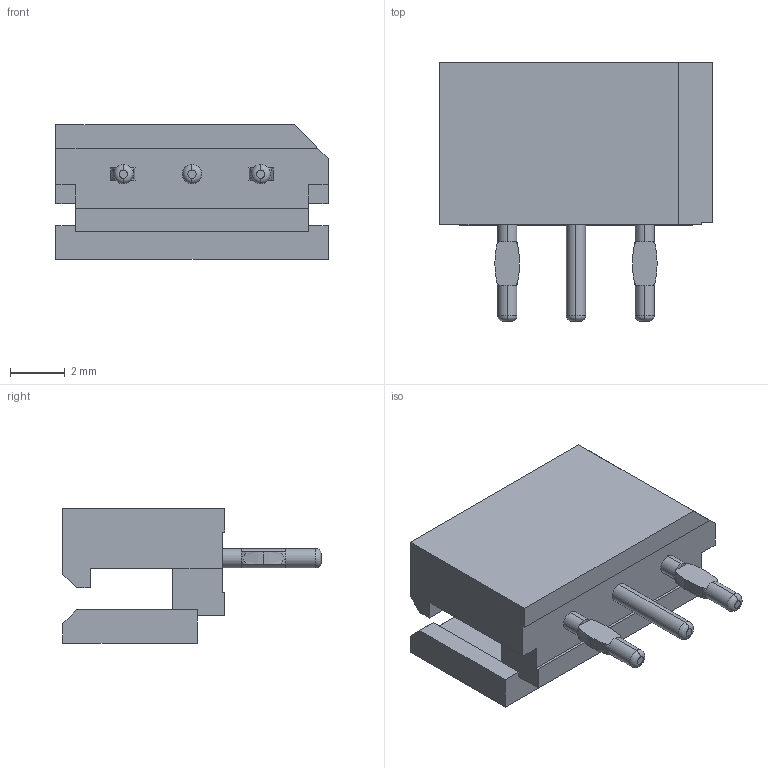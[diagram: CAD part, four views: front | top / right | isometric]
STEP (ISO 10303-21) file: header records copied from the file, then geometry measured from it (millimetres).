
FILE_DESCRIPTION (( 'STEP AP214' ), '1' );
FILE_NAME ('5267-03A-X.STEP', '2024-02-29T04:14:09', ( '' ), ( '' ), 'SwSTEP 2.0', 'SolidWorks 2021', '' );
FILE_SCHEMA (( 'AUTOMOTIVE_DESIGN' ));
Length unit declared in the file: millimetre
Products named in the file (1): 5267-03A-X
Bounding box: 9.9 x 9.4 x 4.9 mm (x, y, z)
Volume: 150.8 mm3; surface area: 416.4 mm2
Topology: 4 solids, 4 shells, 117 faces, 301 edges, 176 vertices
Faces by surface type: plane 67, cylinder 22, bspline 16, torus 12
Entity records: 4233 total; most frequent: CARTESIAN_POINT 867, ORIENTED_EDGE 570, DIRECTION 549, EDGE_CURVE 285, AXIS2_PLACEMENT_3D 194, VERTEX_POINT 176, VECTOR 161, LINE 161
